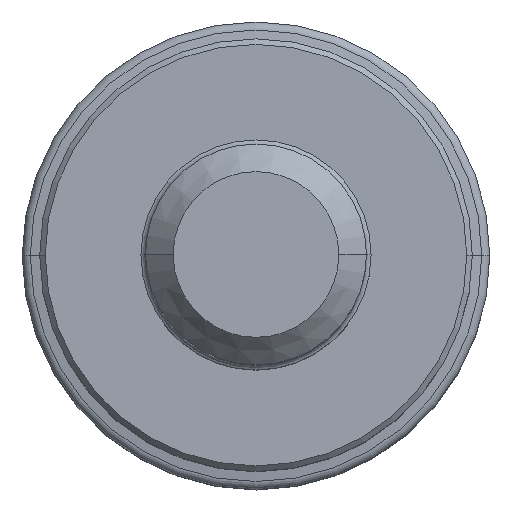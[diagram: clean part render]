
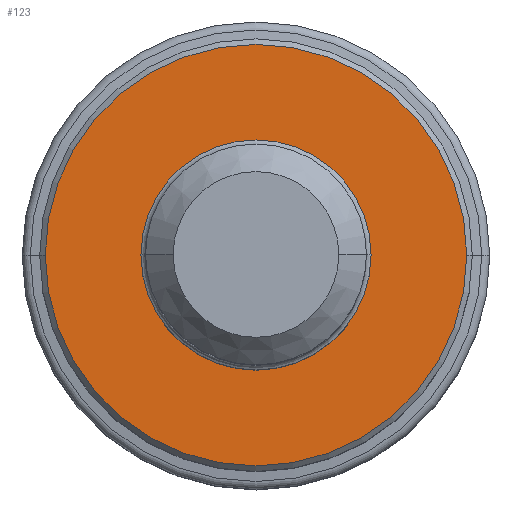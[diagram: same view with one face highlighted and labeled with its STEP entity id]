
A CAD part, top view. The second image highlights one B-rep face of the part: STEP entity #123.
In plain terms, the highlighted planar face has unit normal (0, 0, 1).
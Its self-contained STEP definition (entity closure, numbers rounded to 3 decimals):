
#43=PLANE('',#1278);
#48=FACE_BOUND('',#294,.T.);
#49=FACE_BOUND('',#295,.T.);
#123=ADVANCED_FACE('',(#48,#49),#43,.F.);
#294=EDGE_LOOP('',(#458,#459));
#295=EDGE_LOOP('',(#460,#461));
#458=ORIENTED_EDGE('',*,*,#762,.T.);
#459=ORIENTED_EDGE('',*,*,#763,.T.);
#460=ORIENTED_EDGE('',*,*,#764,.T.);
#461=ORIENTED_EDGE('',*,*,#765,.T.);
#658=VERTEX_POINT('',#2079);
#659=VERTEX_POINT('',#2080);
#660=VERTEX_POINT('',#2083);
#661=VERTEX_POINT('',#2084);
#762=EDGE_CURVE('',#658,#659,#907,.T.);
#763=EDGE_CURVE('',#659,#658,#908,.T.);
#764=EDGE_CURVE('',#660,#661,#909,.T.);
#765=EDGE_CURVE('',#661,#660,#910,.T.);
#907=CIRCLE('',#1274,11.45);
#908=CIRCLE('',#1275,11.45);
#909=CIRCLE('',#1276,6.25);
#910=CIRCLE('',#1277,6.25);
#1274=AXIS2_PLACEMENT_3D('',#2078,#1574,#1575);
#1275=AXIS2_PLACEMENT_3D('',#2081,#1576,#1577);
#1276=AXIS2_PLACEMENT_3D('',#2082,#1578,#1579);
#1277=AXIS2_PLACEMENT_3D('',#2085,#1580,#1581);
#1278=AXIS2_PLACEMENT_3D('',#2086,#1582,#1583);
#1574=DIRECTION('',(0.,0.,1.));
#1575=DIRECTION('',(-1.,0.,0.));
#1576=DIRECTION('',(0.,0.,1.));
#1577=DIRECTION('',(1.,0.,0.));
#1578=DIRECTION('',(0.,0.,-1.));
#1579=DIRECTION('',(1.,0.,0.));
#1580=DIRECTION('',(0.,0.,-1.));
#1581=DIRECTION('',(-1.,0.,0.));
#1582=DIRECTION('',(0.,0.,-1.));
#1583=DIRECTION('',(1.,0.,0.));
#2078=CARTESIAN_POINT('',(0.,0.,0.));
#2079=CARTESIAN_POINT('',(-11.45,0.,0.));
#2080=CARTESIAN_POINT('',(11.45,0.,0.));
#2081=CARTESIAN_POINT('',(0.,0.,0.));
#2082=CARTESIAN_POINT('',(0.,0.,0.));
#2083=CARTESIAN_POINT('',(6.25,0.,0.));
#2084=CARTESIAN_POINT('',(-6.25,0.,0.));
#2085=CARTESIAN_POINT('',(0.,0.,0.));
#2086=CARTESIAN_POINT('',(0.,0.,0.));
